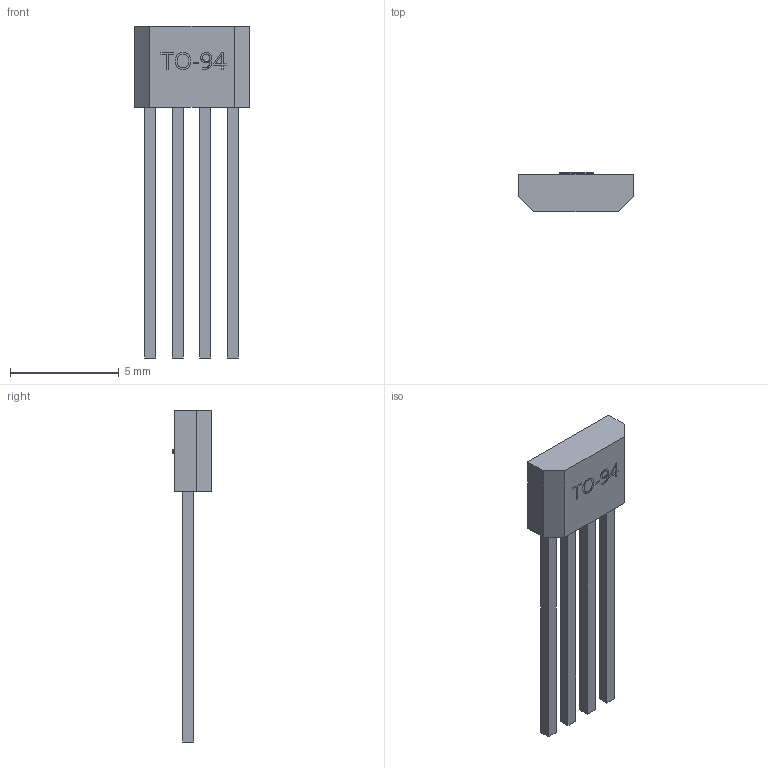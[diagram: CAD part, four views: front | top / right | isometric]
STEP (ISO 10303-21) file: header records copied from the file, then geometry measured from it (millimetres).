
FILE_DESCRIPTION(('FreeCAD Model'),'2;1');
FILE_NAME('Open CASCADE Shape Model','2023-06-23T17:39:21',(''),(''), 'Open CASCADE STEP processor 7.6','FreeCAD','Unknown');
FILE_SCHEMA(('AUTOMOTIVE_DESIGN { 1 0 10303 214 1 1 1 1 }'));
Length unit declared in the file: millimetre
Products named in the file (5): TO_94; Body; PINES; Extrude; Extrude001
Assembly tree (4 placements, depth 2):
  TO_94
    Body
    PINES
    Extrude
    Extrude001
Bounding box: 5.28 x 1.82 x 15.3 mm (x, y, z)
Volume: 76.4 mm3; surface area: 230.9 mm2
Topology: 28 solids, 28 shells, 606 faces, 1614 edges, 1076 vertices
Faces by surface type: extrusion 325, plane 281
Entity records: 40380 total; most frequent: CARTESIAN_POINT 9779, DIRECTION 4439, VECTOR 3867, LINE 3542, ORIENTED_EDGE 3228, PCURVE 3228, DEFINITIONAL_REPRESENTATION 3228, B_SPLINE_CURVE_WITH_KNOTS 1625
